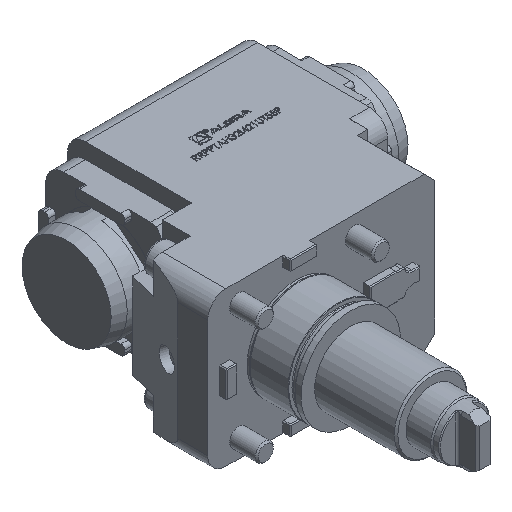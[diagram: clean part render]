
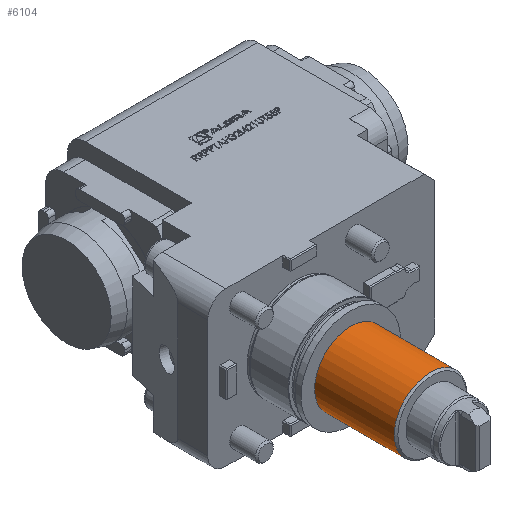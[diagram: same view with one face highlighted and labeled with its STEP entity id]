
A CAD part, isometric view. The second image highlights one B-rep face of the part: STEP entity #6104.
In plain terms, the highlighted cylindrical face has radius 20 mm (diameter 40 mm), a full revolution.
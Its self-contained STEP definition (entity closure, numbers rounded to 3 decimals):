
#2277 = EDGE_CURVE ( 'NONE', #25690, #25690, #22505, .T. ) ;
#3755 = DIRECTION ( 'NONE',  ( 0., -1., 0. ) ) ;
#4740 = DIRECTION ( 'NONE',  ( 0., -1., 0. ) ) ;
#4887 = CARTESIAN_POINT ( 'NONE',  ( 0., 1., 0. ) ) ;
#6104 = ADVANCED_FACE ( 'Defeature completata2_46', ( #16386, #28706 ), #16218, .T. ) ;
#6254 = CARTESIAN_POINT ( 'NONE',  ( 0., 0., 0. ) ) ;
#8816 = CARTESIAN_POINT ( 'NONE',  ( 0., 1., -20. ) ) ;
#8919 = DIRECTION ( 'NONE',  ( 0., 0., -1. ) ) ;
#14362 = CARTESIAN_POINT ( 'NONE',  ( 0., 45., 0. ) ) ;
#16218 = CYLINDRICAL_SURFACE ( 'NONE', #26409, 20. ) ;
#16386 = FACE_OUTER_BOUND ( 'NONE', #20653, .T. ) ;
#16735 = ORIENTED_EDGE ( 'NONE', *, *, #17493, .F. ) ;
#16753 = CIRCLE ( 'NONE', #18899, 20. ) ;
#17493 = EDGE_CURVE ( 'NONE', #21630, #21630, #16753, .T. ) ;
#18504 = EDGE_LOOP ( 'NONE', ( #23580 ) ) ;
#18899 = AXIS2_PLACEMENT_3D ( 'NONE', #4887, #4740, #27368 ) ;
#20653 = EDGE_LOOP ( 'NONE', ( #16735 ) ) ;
#21630 = VERTEX_POINT ( 'NONE', #8816 ) ;
#22505 = CIRCLE ( 'NONE', #27268, 20. ) ;
#23580 = ORIENTED_EDGE ( 'NONE', *, *, #2277, .T. ) ;
#25690 = VERTEX_POINT ( 'NONE', #30695 ) ;
#26386 = DIRECTION ( 'NONE',  ( 0., -1., 0. ) ) ;
#26396 = DIRECTION ( 'NONE',  ( 0., 0., -1. ) ) ;
#26409 = AXIS2_PLACEMENT_3D ( 'NONE', #6254, #3755, #26396 ) ;
#27268 = AXIS2_PLACEMENT_3D ( 'NONE', #14362, #26386, #8919 ) ;
#27368 = DIRECTION ( 'NONE',  ( 0., 0., -1. ) ) ;
#28706 = FACE_OUTER_BOUND ( 'NONE', #18504, .T. ) ;
#30695 = CARTESIAN_POINT ( 'NONE',  ( 0., 45., -20. ) ) ;
